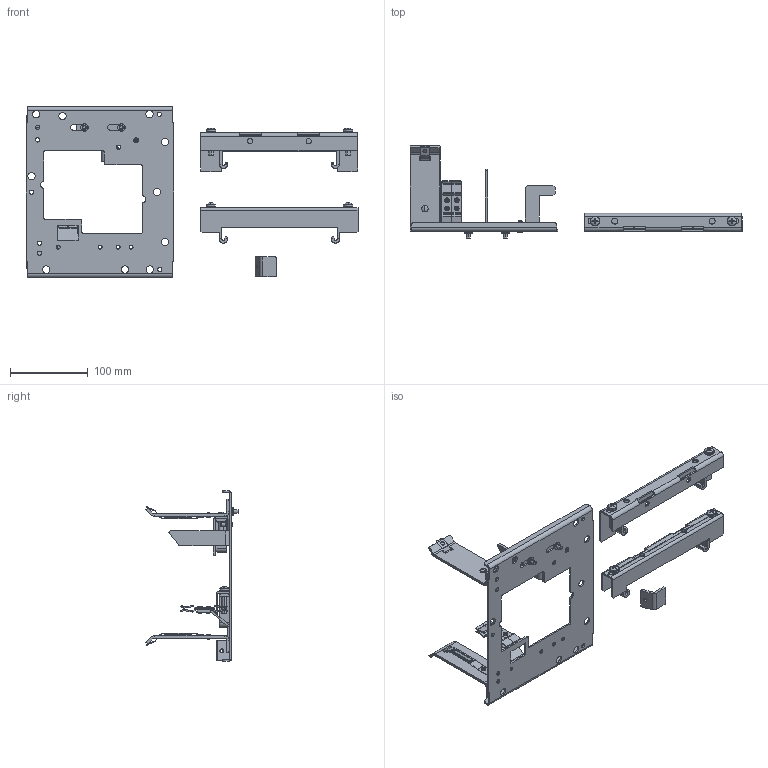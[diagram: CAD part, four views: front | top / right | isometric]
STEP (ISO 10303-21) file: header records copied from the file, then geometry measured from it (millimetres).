
FILE_DESCRIPTION (( 'STEP AP214' ), '1' );
FILE_NAME ('SL5.STEP', '2021-05-19T14:40:19', ( '' ), ( '' ), 'SwSTEP 2.0', 'SolidWorks 2017', '' );
FILE_SCHEMA (( 'AUTOMOTIVE_DESIGN' ));
Length unit declared in the file: inch
Products named in the file (22): ACSL5G; ACSL5G-002; ACSL5G-007; ACSL5G-008; ACSL5G-006; ACSL5G-103; ACSL5G-010; ACSL5G-011; SL5; ACSL5G-102; ACSL5G-012; ACSL5G-014; ACSL5G-005; ACSL5G-104; pan cross head_am_B18.6.7M - M6 x 1.0 x 30 Type I Cross Recessed PHMS --30N; ACSL5G-009; ACSL5G-101; ACSL5G-003; ACSL5G-001; ACSL5G-013; spring lock washer 6735_is_IS 6735- 6; ACSL5G-004
Assembly tree (39 placements, depth 4):
  SL5
    ACSL5G
      ACSL5G-001
      ACSL5G-002
      ACSL5G-009  x3
      ACSL5G-101
        ACSL5G-004
        ACSL5G-005  x4
        ACSL5G-010  x4
      ACSL5G-102  x2
        ACSL5G-006
        ACSL5G-007
        ACSL5G-011
      ACSL5G-003
    ACSL5G-008
    ACSL5G-104
      ACSL5G-014
      ACSL5G-013  x2
      spring lock washer 6735_is_IS 6735- 6  x2
      pan cross head_am_B18.6.7M - M6 x 1.0 x 30 Type I Cross Recessed PHMS --30N  x2
    ACSL5G-103
      ACSL5G-012
      ACSL5G-013  x2
      spring lock washer 6735_is_IS 6735- 6  x2
      pan cross head_am_B18.6.7M - M6 x 1.0 x 30 Type I Cross Recessed PHMS --30N  x2
Bounding box: 427.01 x 119.2 x 219.97 mm (x, y, z)
Volume: 210211.6 mm3; surface area: 192550.2 mm2
Topology: 36 solids, 36 shells, 1347 faces, 3146 edges, 1857 vertices
Faces by surface type: plane 690, cylinder 501, torus 86, sphere 28, bspline 24, cone 18
Entity records: 21820 total; most frequent: CARTESIAN_POINT 4031, DIRECTION 3672, ORIENTED_EDGE 3404, EDGE_CURVE 1702, AXIS2_PLACEMENT_3D 1329, VERTEX_POINT 1040, VECTOR 1014, LINE 1014
